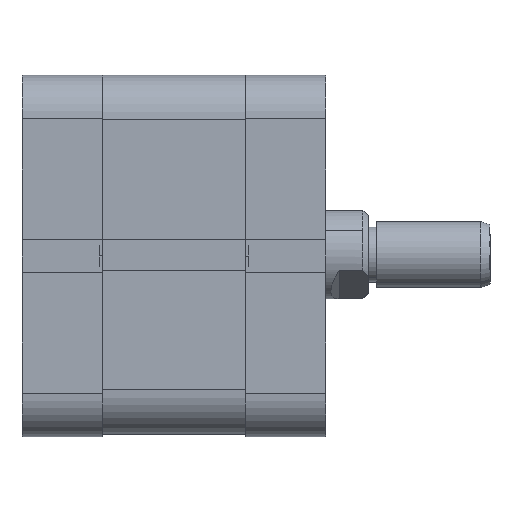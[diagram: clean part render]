
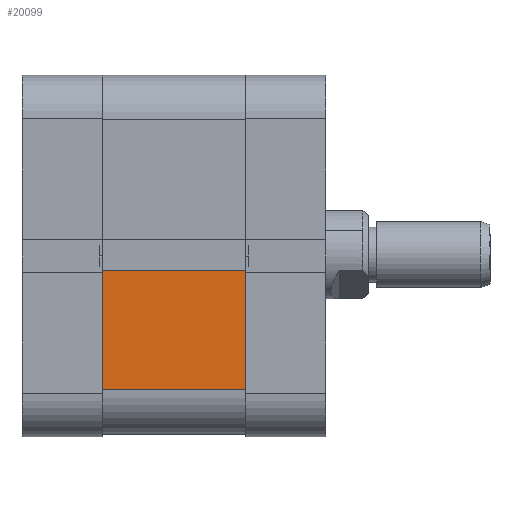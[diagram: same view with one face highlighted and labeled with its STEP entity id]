
A CAD part, front view. The second image highlights one B-rep face of the part: STEP entity #20099.
In plain terms, the highlighted planar face has unit normal (0, -1, 0).
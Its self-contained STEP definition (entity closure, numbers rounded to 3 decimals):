
#1821 = CARTESIAN_POINT ( 'NONE',  ( 0., -32.5, -2.8 ) ) ;
#2647 = EDGE_LOOP ( 'NONE', ( #8579, #20912, #16587, #32622 ) ) ;
#3018 = DIRECTION ( 'NONE',  ( -1., 0., 0. ) ) ;
#3105 = VECTOR ( 'NONE', #5516, 1000. ) ;
#4639 = LINE ( 'NONE', #17717, #17245 ) ;
#5516 = DIRECTION ( 'NONE',  ( 0., 0., -1. ) ) ;
#6781 = LINE ( 'NONE', #22247, #26685 ) ;
#6980 = VERTEX_POINT ( 'NONE', #1821 ) ;
#8579 = ORIENTED_EDGE ( 'NONE', *, *, #12404, .T. ) ;
#10076 = FACE_OUTER_BOUND ( 'NONE', #2647, .T. ) ;
#10873 = CARTESIAN_POINT ( 'NONE',  ( 0., -32.5, -32.5 ) ) ;
#12404 = EDGE_CURVE ( 'NONE', #17576, #6980, #26374, .T. ) ;
#12486 = VERTEX_POINT ( 'NONE', #14262 ) ;
#12606 = DIRECTION ( 'NONE',  ( 0., 1., 0. ) ) ;
#14262 = CARTESIAN_POINT ( 'NONE',  ( 26., -32.5, -24.5 ) ) ;
#15621 = EDGE_CURVE ( 'NONE', #30392, #12486, #6781, .T. ) ;
#16587 = ORIENTED_EDGE ( 'NONE', *, *, #15621, .T. ) ;
#17245 = VECTOR ( 'NONE', #32979, 1000. ) ;
#17567 = EDGE_CURVE ( 'NONE', #6980, #30392, #28501, .T. ) ;
#17576 = VERTEX_POINT ( 'NONE', #27947 ) ;
#17717 = CARTESIAN_POINT ( 'NONE',  ( 26., -32.5, -32.5 ) ) ;
#17961 = VECTOR ( 'NONE', #3018, 1000. ) ;
#20099 = ADVANCED_FACE ( 'NONE', ( #10076 ), #20348, .F. ) ;
#20348 = PLANE ( 'NONE',  #28494 ) ;
#20657 = EDGE_CURVE ( 'NONE', #17576, #12486, #4639, .T. ) ;
#20912 = ORIENTED_EDGE ( 'NONE', *, *, #17567, .T. ) ;
#22247 = CARTESIAN_POINT ( 'NONE',  ( 26., -32.5, -24.5 ) ) ;
#22688 = CARTESIAN_POINT ( 'NONE',  ( 26., -32.5, -32.5 ) ) ;
#24049 = CARTESIAN_POINT ( 'NONE',  ( 26.001, -32.5, -2.8 ) ) ;
#26374 = LINE ( 'NONE', #24049, #17961 ) ;
#26685 = VECTOR ( 'NONE', #32441, 1000. ) ;
#27947 = CARTESIAN_POINT ( 'NONE',  ( 26., -32.5, -2.8 ) ) ;
#28494 = AXIS2_PLACEMENT_3D ( 'NONE', #22688, #12606, #30554 ) ;
#28501 = LINE ( 'NONE', #10873, #3105 ) ;
#30392 = VERTEX_POINT ( 'NONE', #31670 ) ;
#30554 = DIRECTION ( 'NONE',  ( 0., 0., 1. ) ) ;
#31670 = CARTESIAN_POINT ( 'NONE',  ( 0., -32.5, -24.5 ) ) ;
#32441 = DIRECTION ( 'NONE',  ( 1., 0., 0. ) ) ;
#32622 = ORIENTED_EDGE ( 'NONE', *, *, #20657, .F. ) ;
#32979 = DIRECTION ( 'NONE',  ( 0., 0., -1. ) ) ;
